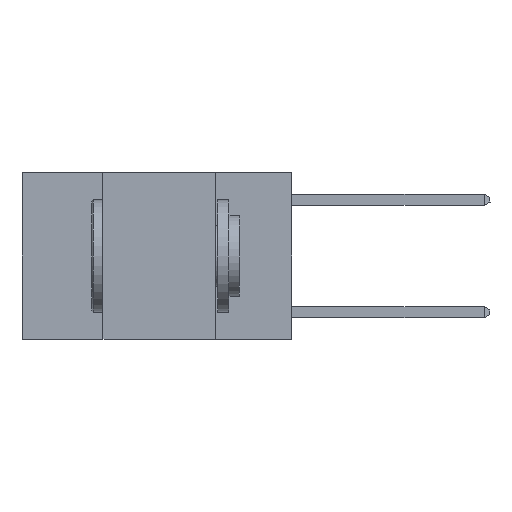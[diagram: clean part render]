
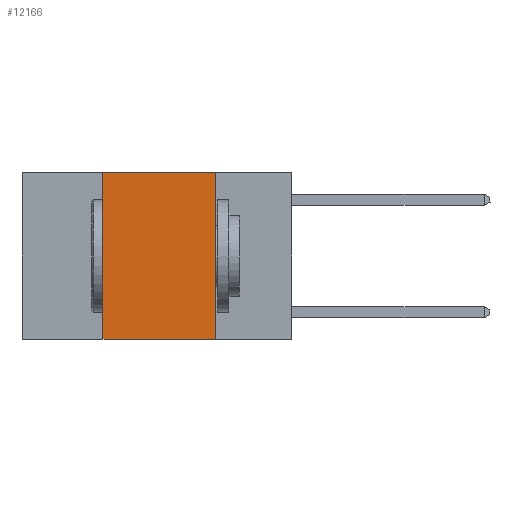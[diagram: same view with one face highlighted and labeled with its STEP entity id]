
A CAD part, left-side view. The second image highlights one B-rep face of the part: STEP entity #12166.
In plain terms, the highlighted planar face has unit normal (-1, 0, 0).
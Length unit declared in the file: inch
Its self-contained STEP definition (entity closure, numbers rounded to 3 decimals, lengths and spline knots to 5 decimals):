
#1152 = CARTESIAN_POINT ( 'NONE',  ( 0., 0.6, 0. ) ) ;
#1738 = DIRECTION ( 'NONE',  ( 0., 0., -1. ) ) ;
#2207 = LINE ( 'NONE', #8998, #5085 ) ;
#2257 = DIRECTION ( 'NONE',  ( 0., -1., 0. ) ) ;
#2404 = ORIENTED_EDGE ( 'NONE', *, *, #8156, .T. ) ;
#2839 = ORIENTED_EDGE ( 'NONE', *, *, #8994, .F. ) ;
#3020 = CARTESIAN_POINT ( 'NONE',  ( 0., 0.42, 0. ) ) ;
#3203 = VECTOR ( 'NONE', #2257, 39.37008 ) ;
#3206 = CARTESIAN_POINT ( 'NONE',  ( 0., 0.6, 0. ) ) ;
#4171 = CARTESIAN_POINT ( 'NONE',  ( 0., 0.17, 0. ) ) ;
#4380 = VERTEX_POINT ( 'NONE', #13450 ) ;
#4425 = DIRECTION ( 'NONE',  ( 0., 0., -1. ) ) ;
#4917 = EDGE_LOOP ( 'NONE', ( #9960, #8608, #2839, #2404 ) ) ;
#5085 = VECTOR ( 'NONE', #14897, 39.37008 ) ;
#5677 = LINE ( 'NONE', #11939, #3203 ) ;
#5685 = EDGE_CURVE ( 'NONE', #4380, #13201, #11882, .T. ) ;
#5692 = VERTEX_POINT ( 'NONE', #3020 ) ;
#6287 = VERTEX_POINT ( 'NONE', #12435 ) ;
#6727 = LINE ( 'NONE', #1152, #12764 ) ;
#8156 = EDGE_CURVE ( 'NONE', #6287, #13201, #5677, .T. ) ;
#8608 = ORIENTED_EDGE ( 'NONE', *, *, #11086, .F. ) ;
#8994 = EDGE_CURVE ( 'NONE', #6287, #5692, #2207, .T. ) ;
#8998 = CARTESIAN_POINT ( 'NONE',  ( 0., 0.42, 0. ) ) ;
#9606 = FACE_OUTER_BOUND ( 'NONE', #4917, .T. ) ;
#9960 = ORIENTED_EDGE ( 'NONE', *, *, #5685, .F. ) ;
#10513 = PLANE ( 'NONE',  #13355 ) ;
#11086 = EDGE_CURVE ( 'NONE', #5692, #4380, #6727, .T. ) ;
#11710 = DIRECTION ( 'NONE',  ( 1., 0., 0. ) ) ;
#11882 = LINE ( 'NONE', #4171, #14654 ) ;
#11939 = CARTESIAN_POINT ( 'NONE',  ( 0., 0.6, -0.37 ) ) ;
#12166 = ADVANCED_FACE ( 'NONE', ( #9606 ), #10513, .F. ) ;
#12404 = CARTESIAN_POINT ( 'NONE',  ( 0., 0.17, -0.37 ) ) ;
#12435 = CARTESIAN_POINT ( 'NONE',  ( 0., 0.42, -0.37 ) ) ;
#12764 = VECTOR ( 'NONE', #15698, 39.37008 ) ;
#13201 = VERTEX_POINT ( 'NONE', #12404 ) ;
#13355 = AXIS2_PLACEMENT_3D ( 'NONE', #3206, #11710, #4425 ) ;
#13450 = CARTESIAN_POINT ( 'NONE',  ( 0., 0.17, 0. ) ) ;
#14654 = VECTOR ( 'NONE', #1738, 39.37008 ) ;
#14897 = DIRECTION ( 'NONE',  ( 0., 0., 1. ) ) ;
#15698 = DIRECTION ( 'NONE',  ( 0., -1., 0. ) ) ;
